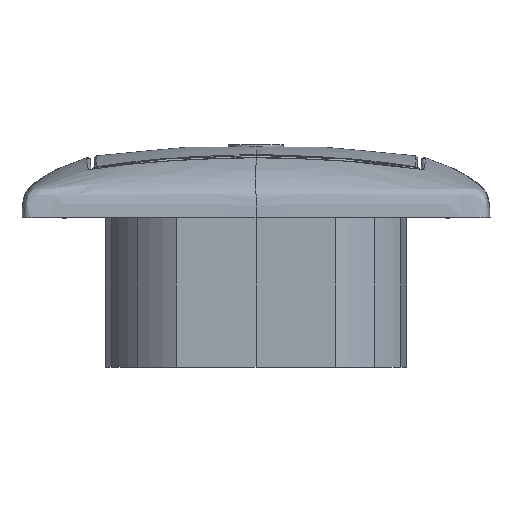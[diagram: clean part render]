
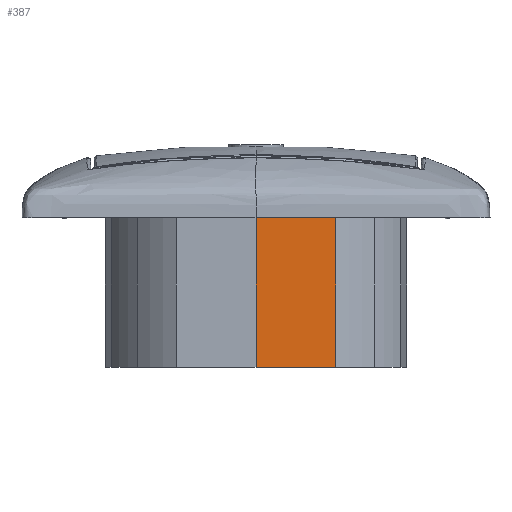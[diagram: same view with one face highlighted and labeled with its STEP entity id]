
A CAD part, front view. The second image highlights one B-rep face of the part: STEP entity #387.
In plain terms, the highlighted planar face has unit normal (-0.001, -1, 0).
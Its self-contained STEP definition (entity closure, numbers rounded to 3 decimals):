
#387=ADVANCED_FACE('',(#9261),#9263,.T.);
#9261=FACE_BOUND('',#9262,.T.);
#9262=EDGE_LOOP('',(#12159,#12160,#12161,#12162));
#9263=PLANE('',#9264);
#9264=AXIS2_PLACEMENT_3D('',#9265,#9266,#9267);
#9265=CARTESIAN_POINT('',(13.932,-25.775,0.));
#9266=DIRECTION('',(-0.001,-1.,0.));
#9267=DIRECTION('',(-1.,0.001,0.));
#12159=ORIENTED_EDGE('',*,*,#21567,.T.);
#12160=ORIENTED_EDGE('',*,*,#21568,.F.);
#12161=ORIENTED_EDGE('',*,*,#21569,.F.);
#12162=ORIENTED_EDGE('',*,*,#21448,.T.);
#21448=EDGE_CURVE('',#23938,#23936,#23939,.F.);
#21567=EDGE_CURVE('',#23936,#24109,#24111,.T.);
#21568=EDGE_CURVE('',#24112,#24109,#24113,.F.);
#21569=EDGE_CURVE('',#23938,#24112,#24114,.T.);
#23936=VERTEX_POINT('',#36056);
#23938=VERTEX_POINT('',#36060);
#23939=LINE('',#36061,#36062);
#24109=VERTEX_POINT('',#37387);
#24111=LINE('',#37391,#37392);
#24112=VERTEX_POINT('',#37394);
#24113=LINE('',#37395,#37396);
#24114=LINE('',#37398,#37399);
#36056=CARTESIAN_POINT('',(0.,-25.756,0.));
#36060=CARTESIAN_POINT('',(13.932,-25.775,0.));
#36061=CARTESIAN_POINT('',(0.,-25.756,0.));
#36062=VECTOR('',#36063,1.);
#36063=DIRECTION('',(1.,-0.001,0.));
#37387=CARTESIAN_POINT('',(0.,-25.756,-26.2));
#37391=CARTESIAN_POINT('',(0.,-25.756,0.));
#37392=VECTOR('',#37393,1.);
#37393=DIRECTION('',(0.,0.,-1.));
#37394=CARTESIAN_POINT('',(13.932,-25.775,-26.2));
#37395=CARTESIAN_POINT('',(0.,-25.756,-26.2));
#37396=VECTOR('',#37397,1.);
#37397=DIRECTION('',(1.,-0.001,0.));
#37398=CARTESIAN_POINT('',(13.932,-25.775,0.));
#37399=VECTOR('',#37400,1.);
#37400=DIRECTION('',(0.,0.,-1.));
